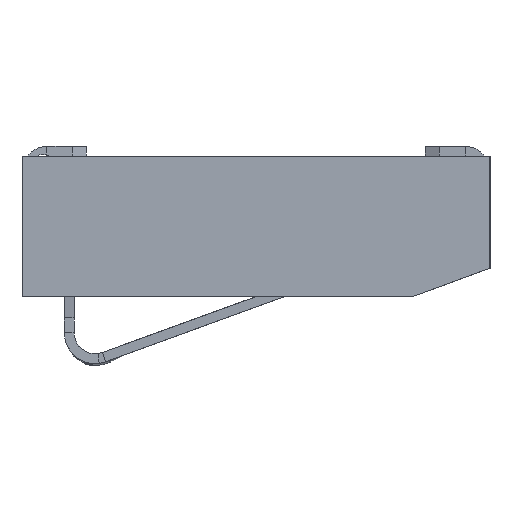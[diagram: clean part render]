
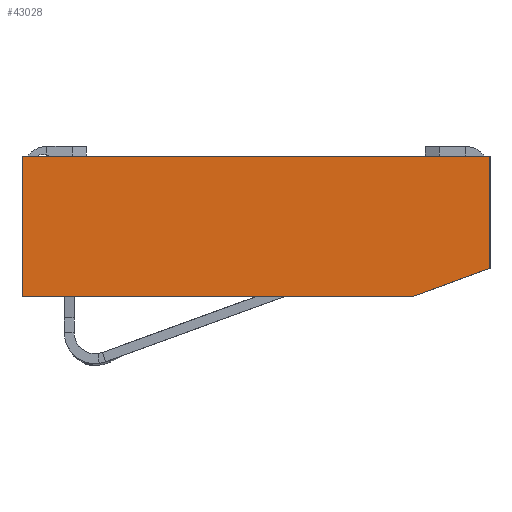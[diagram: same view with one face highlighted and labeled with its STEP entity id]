
A CAD part, left-side view. The second image highlights one B-rep face of the part: STEP entity #43028.
In plain terms, the highlighted planar face has unit normal (-1, 0, 0).
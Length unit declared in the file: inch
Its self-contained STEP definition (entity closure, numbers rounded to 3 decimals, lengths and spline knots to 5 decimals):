
#29=DIRECTION('',(0.,-1.,0.));
#30=VECTOR('',#29,0.27905);
#31=CARTESIAN_POINT('',(-0.4485,0.1863,-0.05));
#32=LINE('',#31,#30);
#1311=DIRECTION('',(0.,-1.,0.));
#1312=VECTOR('',#1311,0.334);
#1313=CARTESIAN_POINT('',(-0.4485,0.1863,0.05));
#1314=LINE('',#1313,#1312);
#3487=DIRECTION('',(0.,0.,1.));
#3488=VECTOR('',#3487,0.08);
#3489=CARTESIAN_POINT('',(-0.4485,-0.1477,-0.03));
#3490=LINE('',#3489,#3488);
#17727=DIRECTION('',(0.,-0.94,0.342));
#17728=VECTOR('',#17727,0.05848);
#17729=CARTESIAN_POINT('',(-0.4485,-0.09275,-0.05));
#17730=LINE('',#17729,#17728);
#17734=DIRECTION('',(0.,0.,1.));
#17735=VECTOR('',#17734,0.1);
#17736=CARTESIAN_POINT('',(-0.4485,0.1863,-0.05));
#17737=LINE('',#17736,#17735);
#22483=CARTESIAN_POINT('',(-0.4485,0.1863,0.05));
#22484=CARTESIAN_POINT('',(-0.4485,-0.1477,0.05));
#22485=VERTEX_POINT('',#22483);
#22486=VERTEX_POINT('',#22484);
#22487=CARTESIAN_POINT('',(-0.4485,0.1863,-0.05));
#22488=VERTEX_POINT('',#22487);
#22493=CARTESIAN_POINT('',(-0.4485,-0.09275,-0.05));
#22494=CARTESIAN_POINT('',(-0.4485,-0.1477,-0.03));
#22495=VERTEX_POINT('',#22493);
#22496=VERTEX_POINT('',#22494);
#43016=CARTESIAN_POINT('',(-0.4485,0.1863,-0.05));
#43017=DIRECTION('',(-1.,0.,0.));
#43018=DIRECTION('',(0.,-1.,0.));
#43019=AXIS2_PLACEMENT_3D('',#43016,#43017,#43018);
#43020=PLANE('',#43019);
#43021=ORIENTED_EDGE('',*,*,#42914,.F.);
#43022=ORIENTED_EDGE('',*,*,#26122,.F.);
#43023=ORIENTED_EDGE('',*,*,#27834,.T.);
#43024=ORIENTED_EDGE('',*,*,#26812,.T.);
#43025=ORIENTED_EDGE('',*,*,#28123,.F.);
#43026=EDGE_LOOP('',(#43021,#43022,#43023,#43024,#43025));
#43027=FACE_OUTER_BOUND('',#43026,.F.);
#26122=EDGE_CURVE('',#22488,#22495,#32,.T.);
#26812=EDGE_CURVE('',#22485,#22486,#1314,.T.);
#27834=EDGE_CURVE('',#22488,#22485,#17737,.T.);
#28123=EDGE_CURVE('',#22496,#22486,#3490,.T.);
#42914=EDGE_CURVE('',#22495,#22496,#17730,.T.);
#43028=ADVANCED_FACE('',(#43027),#43020,.T.);
